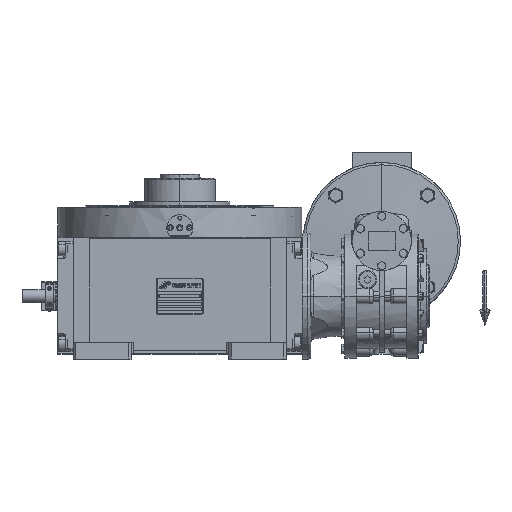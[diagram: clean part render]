
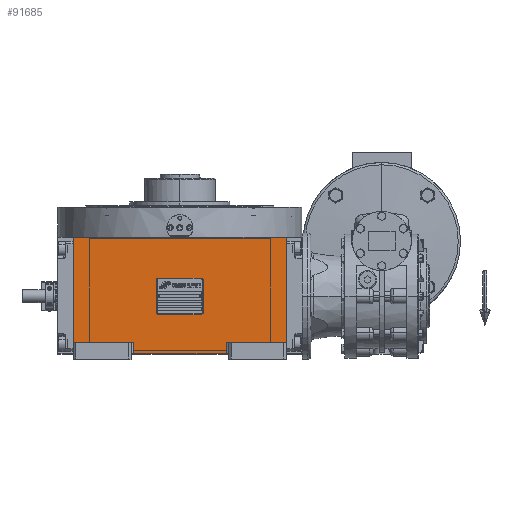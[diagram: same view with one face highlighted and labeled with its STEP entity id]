
A CAD part, top view. The second image highlights one B-rep face of the part: STEP entity #91685.
In plain terms, the highlighted planar face has unit normal (0, 0, 1).
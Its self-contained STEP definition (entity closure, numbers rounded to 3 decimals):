
#1098 = VECTOR ( 'NONE', #52154, 1000. ) ;
#1573 = DIRECTION ( 'NONE',  ( 1., 0., 0. ) ) ;
#4252 = EDGE_CURVE ( 'NONE', #82258, #107358, #20541, .T. ) ;
#4313 = VECTOR ( 'NONE', #68476, 1000. ) ;
#7916 = DIRECTION ( 'NONE',  ( 1., 0., 0. ) ) ;
#10972 = CARTESIAN_POINT ( 'NONE',  ( -135., 75., 226. ) ) ;
#12368 = EDGE_CURVE ( 'NONE', #122390, #103350, #92815, .T. ) ;
#12655 = LINE ( 'NONE', #102631, #129910 ) ;
#13902 = CARTESIAN_POINT ( 'NONE',  ( -59., -73., 226. ) ) ;
#16825 = ORIENTED_EDGE ( 'NONE', *, *, #70592, .F. ) ;
#17344 = VERTEX_POINT ( 'NONE', #69277 ) ;
#17364 = DIRECTION ( 'NONE',  ( 0., 1., 0. ) ) ;
#18094 = LINE ( 'NONE', #13902, #41451 ) ;
#20541 = LINE ( 'NONE', #86224, #59164 ) ;
#22750 = DIRECTION ( 'NONE',  ( 1., 0., 0. ) ) ;
#24331 = AXIS2_PLACEMENT_3D ( 'NONE', #32888, #98596, #7916 ) ;
#28423 = CARTESIAN_POINT ( 'NONE',  ( -135., 75., 226. ) ) ;
#30877 = EDGE_CURVE ( 'NONE', #106886, #64664, #134877, .T. ) ;
#32452 = CARTESIAN_POINT ( 'NONE',  ( 135., -59., 226. ) ) ;
#32888 = CARTESIAN_POINT ( 'NONE',  ( -135., -73., 226. ) ) ;
#33014 = DIRECTION ( 'NONE',  ( 1., 0., 0. ) ) ;
#41427 = CARTESIAN_POINT ( 'NONE',  ( 135., 75., 226. ) ) ;
#41451 = VECTOR ( 'NONE', #17364, 1000. ) ;
#43246 = CARTESIAN_POINT ( 'NONE',  ( -135., -59., 226. ) ) ;
#44026 = ORIENTED_EDGE ( 'NONE', *, *, #30877, .F. ) ;
#44635 = EDGE_CURVE ( 'NONE', #17344, #84583, #12655, .T. ) ;
#45836 = CARTESIAN_POINT ( 'NONE',  ( 59., -73., 226. ) ) ;
#46338 = CARTESIAN_POINT ( 'NONE',  ( 59., -59., 226. ) ) ;
#51893 = VECTOR ( 'NONE', #52565, 1000. ) ;
#52154 = DIRECTION ( 'NONE',  ( 0., 1., 0. ) ) ;
#52565 = DIRECTION ( 'NONE',  ( 0., -1., 0. ) ) ;
#55706 = CARTESIAN_POINT ( 'NONE',  ( 59., -59., 226. ) ) ;
#57882 = EDGE_LOOP ( 'NONE', ( #117830, #16825, #142481, #76433, #44026, #129439, #59983, #123974 ) ) ;
#59164 = VECTOR ( 'NONE', #33014, 1000. ) ;
#59983 = ORIENTED_EDGE ( 'NONE', *, *, #44635, .T. ) ;
#63951 = LINE ( 'NONE', #43246, #1098 ) ;
#64664 = VERTEX_POINT ( 'NONE', #41427 ) ;
#65464 = CARTESIAN_POINT ( 'NONE',  ( -59., -73., 226. ) ) ;
#67835 = VECTOR ( 'NONE', #22750, 1000. ) ;
#68476 = DIRECTION ( 'NONE',  ( 1., 0., 0. ) ) ;
#69277 = CARTESIAN_POINT ( 'NONE',  ( -135., -59., 226. ) ) ;
#70592 = EDGE_CURVE ( 'NONE', #122390, #107358, #87198, .T. ) ;
#75283 = DIRECTION ( 'NONE',  ( 0., 1., 0. ) ) ;
#76433 = ORIENTED_EDGE ( 'NONE', *, *, #105087, .T. ) ;
#77728 = EDGE_CURVE ( 'NONE', #17344, #106886, #63951, .T. ) ;
#82258 = VERTEX_POINT ( 'NONE', #65464 ) ;
#84583 = VERTEX_POINT ( 'NONE', #88052 ) ;
#86224 = CARTESIAN_POINT ( 'NONE',  ( -59., -73., 226. ) ) ;
#87198 = LINE ( 'NONE', #120400, #51893 ) ;
#88052 = CARTESIAN_POINT ( 'NONE',  ( -59., -59., 226. ) ) ;
#91685 = ADVANCED_FACE ( 'NONE', ( #131825 ), #132553, .T. ) ;
#92815 = LINE ( 'NONE', #46338, #4313 ) ;
#98596 = DIRECTION ( 'NONE',  ( 0., 0., 1. ) ) ;
#102631 = CARTESIAN_POINT ( 'NONE',  ( -135., -59., 226. ) ) ;
#103350 = VERTEX_POINT ( 'NONE', #130794 ) ;
#105087 = EDGE_CURVE ( 'NONE', #103350, #64664, #131372, .T. ) ;
#106886 = VERTEX_POINT ( 'NONE', #28423 ) ;
#107358 = VERTEX_POINT ( 'NONE', #45836 ) ;
#116895 = EDGE_CURVE ( 'NONE', #82258, #84583, #18094, .T. ) ;
#117830 = ORIENTED_EDGE ( 'NONE', *, *, #4252, .T. ) ;
#120400 = CARTESIAN_POINT ( 'NONE',  ( 59., -59., 226. ) ) ;
#122390 = VERTEX_POINT ( 'NONE', #55706 ) ;
#123974 = ORIENTED_EDGE ( 'NONE', *, *, #116895, .F. ) ;
#129439 = ORIENTED_EDGE ( 'NONE', *, *, #77728, .F. ) ;
#129910 = VECTOR ( 'NONE', #1573, 1000. ) ;
#130794 = CARTESIAN_POINT ( 'NONE',  ( 135., -59., 226. ) ) ;
#131372 = LINE ( 'NONE', #32452, #135703 ) ;
#131825 = FACE_OUTER_BOUND ( 'NONE', #57882, .T. ) ;
#132553 = PLANE ( 'NONE',  #24331 ) ;
#134877 = LINE ( 'NONE', #10972, #67835 ) ;
#135703 = VECTOR ( 'NONE', #75283, 1000. ) ;
#142481 = ORIENTED_EDGE ( 'NONE', *, *, #12368, .T. ) ;
